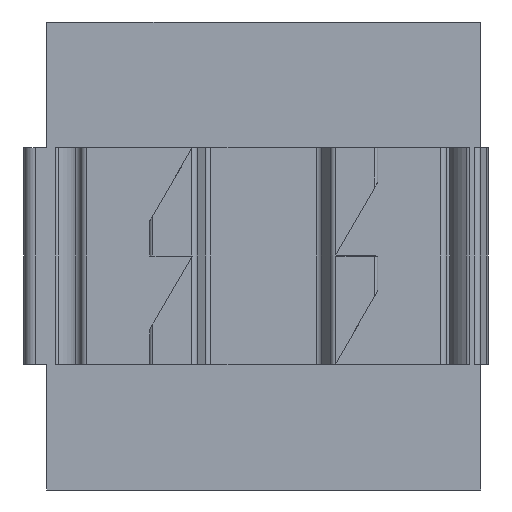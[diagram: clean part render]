
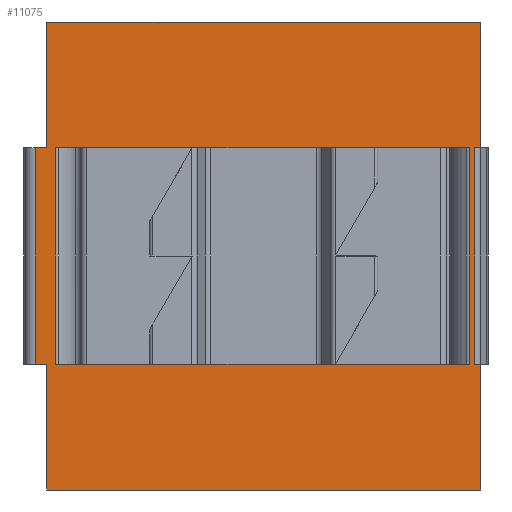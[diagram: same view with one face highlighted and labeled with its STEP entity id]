
A CAD part, front view. The second image highlights one B-rep face of the part: STEP entity #11075.
In plain terms, the highlighted planar face has unit normal (0, -1, 0).
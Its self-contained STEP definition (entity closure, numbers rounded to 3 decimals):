
#680=DIRECTION('',(0.,0.,-1.));
#681=VECTOR('',#680,11.);
#682=CARTESIAN_POINT('',(40.,0.,20.5));
#683=LINE('',#682,#681);
#684=DIRECTION('',(-1.,0.,0.));
#685=VECTOR('',#684,0.5);
#686=CARTESIAN_POINT('',(40.,0.,9.5));
#687=LINE('',#686,#685);
#688=DIRECTION('',(0.,0.,-1.));
#689=VECTOR('',#688,9.5);
#690=CARTESIAN_POINT('',(39.5,0.,9.5));
#691=LINE('',#690,#689);
#692=DIRECTION('',(0.,0.,-1.));
#693=VECTOR('',#692,9.5);
#694=CARTESIAN_POINT('',(39.5,0.,0.));
#695=LINE('',#694,#693);
#696=DIRECTION('',(0.,0.,-1.));
#697=VECTOR('',#696,11.);
#698=CARTESIAN_POINT('',(40.,0.,-9.5));
#699=LINE('',#698,#697);
#700=DIRECTION('',(0.,0.,1.));
#701=VECTOR('',#700,11.);
#702=CARTESIAN_POINT('',(2.,0.,-20.5));
#703=LINE('',#702,#701);
#704=DIRECTION('',(-1.,0.,0.));
#705=VECTOR('',#704,1.);
#706=CARTESIAN_POINT('',(2.,0.,9.5));
#707=LINE('',#706,#705);
#741=DIRECTION('',(0.,0.,-1.));
#742=VECTOR('',#741,11.);
#743=CARTESIAN_POINT('',(2.,0.,20.5));
#744=LINE('',#743,#742);
#809=DIRECTION('',(-1.,0.,0.));
#810=VECTOR('',#809,38.);
#811=CARTESIAN_POINT('',(40.,0.,20.5));
#812=LINE('',#811,#810);
#1278=DIRECTION('',(1.,0.,0.));
#1279=VECTOR('',#1278,38.);
#1280=CARTESIAN_POINT('',(2.,0.,-20.5));
#1281=LINE('',#1280,#1279);
#1570=DIRECTION('',(1.,0.,0.));
#1571=VECTOR('',#1570,1.);
#1572=CARTESIAN_POINT('',(1.,0.,-9.5));
#1573=LINE('',#1572,#1571);
#1598=DIRECTION('',(0.,0.,-1.));
#1599=VECTOR('',#1598,9.5);
#1600=CARTESIAN_POINT('',(1.,0.,9.5));
#1601=LINE('',#1600,#1599);
#1602=DIRECTION('',(0.,0.,-1.));
#1603=VECTOR('',#1602,9.5);
#1604=CARTESIAN_POINT('',(1.,0.,0.));
#1605=LINE('',#1604,#1603);
#1688=DIRECTION('',(-1.,0.,0.));
#1689=VECTOR('',#1688,0.5);
#1690=CARTESIAN_POINT('',(40.,0.,-9.5));
#1691=LINE('',#1690,#1689);
#1692=DIRECTION('',(0.,0.,-1.));
#1693=VECTOR('',#1692,9.5);
#1694=CARTESIAN_POINT('',(39.017,0.,9.5));
#1695=LINE('',#1694,#1693);
#1696=DIRECTION('',(0.,0.,-1.));
#1697=VECTOR('',#1696,9.5);
#1698=CARTESIAN_POINT('',(39.017,0.,0.));
#1699=LINE('',#1698,#1697);
#1730=DIRECTION('',(1.,0.,0.));
#1731=VECTOR('',#1730,36.233);
#1732=CARTESIAN_POINT('',(2.783,0.,9.5));
#1733=LINE('',#1732,#1731);
#2143=DIRECTION('',(-1.,0.,0.));
#2144=VECTOR('',#2143,36.233);
#2145=CARTESIAN_POINT('',(39.017,0.,-9.5));
#2146=LINE('',#2145,#2144);
#2564=DIRECTION('',(0.,0.,1.));
#2565=VECTOR('',#2564,9.5);
#2566=CARTESIAN_POINT('',(2.783,0.,-9.5));
#2567=LINE('',#2566,#2565);
#2568=DIRECTION('',(0.,0.,1.));
#2569=VECTOR('',#2568,9.5);
#2570=CARTESIAN_POINT('',(2.783,0.,0.));
#2571=LINE('',#2570,#2569);
#7986=CARTESIAN_POINT('',(2.,0.,-9.5));
#7987=VERTEX_POINT('',#7986);
#7988=CARTESIAN_POINT('',(2.,0.,-20.5));
#7989=VERTEX_POINT('',#7988);
#8387=CARTESIAN_POINT('',(40.,0.,9.5));
#8389=VERTEX_POINT('',#8387);
#8391=CARTESIAN_POINT('',(40.,0.,20.5));
#8392=VERTEX_POINT('',#8391);
#8399=CARTESIAN_POINT('',(40.,0.,-20.5));
#8401=VERTEX_POINT('',#8399);
#8403=CARTESIAN_POINT('',(40.,0.,-9.5));
#8404=VERTEX_POINT('',#8403);
#8409=CARTESIAN_POINT('',(39.5,0.,0.));
#8410=CARTESIAN_POINT('',(39.5,0.,-9.5));
#8411=VERTEX_POINT('',#8409);
#8412=VERTEX_POINT('',#8410);
#8413=CARTESIAN_POINT('',(39.5,0.,9.5));
#8414=VERTEX_POINT('',#8413);
#8415=CARTESIAN_POINT('',(2.,0.,9.5));
#8416=CARTESIAN_POINT('',(1.,0.,9.5));
#8417=VERTEX_POINT('',#8415);
#8418=VERTEX_POINT('',#8416);
#8419=CARTESIAN_POINT('',(2.,0.,20.5));
#8420=VERTEX_POINT('',#8419);
#8421=CARTESIAN_POINT('',(1.,0.,-9.5));
#8422=VERTEX_POINT('',#8421);
#8423=CARTESIAN_POINT('',(2.783,0.,9.5));
#8424=CARTESIAN_POINT('',(39.017,0.,9.5));
#8425=VERTEX_POINT('',#8423);
#8426=VERTEX_POINT('',#8424);
#8427=CARTESIAN_POINT('',(39.017,0.,-9.5));
#8428=CARTESIAN_POINT('',(2.783,0.,-9.5));
#8429=VERTEX_POINT('',#8427);
#8430=VERTEX_POINT('',#8428);
#8687=CARTESIAN_POINT('',(1.,0.,0.));
#8688=VERTEX_POINT('',#8687);
#8693=CARTESIAN_POINT('',(39.017,0.,0.));
#8694=VERTEX_POINT('',#8693);
#8977=CARTESIAN_POINT('',(2.783,0.,0.));
#8978=VERTEX_POINT('',#8977);
#11032=CARTESIAN_POINT('',(20.5,0.,0.));
#11033=DIRECTION('',(0.,1.,0.));
#11034=DIRECTION('',(1.,0.,0.));
#11035=AXIS2_PLACEMENT_3D('',#11032,#11033,#11034);
#11036=PLANE('',#11035);
#11038=ORIENTED_EDGE('',*,*,#11037,.F.);
#11040=ORIENTED_EDGE('',*,*,#11039,.F.);
#11042=ORIENTED_EDGE('',*,*,#11041,.F.);
#11043=ORIENTED_EDGE('',*,*,#10965,.T.);
#11044=ORIENTED_EDGE('',*,*,#11026,.T.);
#11045=ORIENTED_EDGE('',*,*,#11015,.T.);
#11046=ORIENTED_EDGE('',*,*,#11013,.T.);
#11048=ORIENTED_EDGE('',*,*,#11047,.F.);
#11049=ORIENTED_EDGE('',*,*,#10993,.T.);
#11051=ORIENTED_EDGE('',*,*,#11050,.F.);
#11052=ORIENTED_EDGE('',*,*,#10464,.T.);
#11054=ORIENTED_EDGE('',*,*,#11053,.F.);
#11056=ORIENTED_EDGE('',*,*,#11055,.F.);
#11058=ORIENTED_EDGE('',*,*,#11057,.F.);
#11059=EDGE_LOOP('',(#11038,#11040,#11042,#11043,#11044,#11045,#11046,#11048,
#11049,#11051,#11052,#11054,#11056,#11058));
#11060=FACE_OUTER_BOUND('',#11059,.F.);
#11062=ORIENTED_EDGE('',*,*,#11061,.F.);
#11064=ORIENTED_EDGE('',*,*,#11063,.F.);
#11066=ORIENTED_EDGE('',*,*,#11065,.F.);
#11068=ORIENTED_EDGE('',*,*,#11067,.F.);
#11070=ORIENTED_EDGE('',*,*,#11069,.F.);
#11072=ORIENTED_EDGE('',*,*,#11071,.F.);
#11073=EDGE_LOOP('',(#11062,#11064,#11066,#11068,#11070,#11072));
#11074=FACE_BOUND('',#11073,.F.);
#10464=EDGE_CURVE('',#7989,#7987,#703,.T.);
#10965=EDGE_CURVE('',#8392,#8389,#683,.T.);
#10993=EDGE_CURVE('',#8404,#8401,#699,.T.);
#11013=EDGE_CURVE('',#8411,#8412,#695,.T.);
#11015=EDGE_CURVE('',#8414,#8411,#691,.T.);
#11026=EDGE_CURVE('',#8389,#8414,#687,.T.);
#11037=EDGE_CURVE('',#8417,#8418,#707,.T.);
#11039=EDGE_CURVE('',#8420,#8417,#744,.T.);
#11041=EDGE_CURVE('',#8392,#8420,#812,.T.);
#11047=EDGE_CURVE('',#8404,#8412,#1691,.T.);
#11050=EDGE_CURVE('',#7989,#8401,#1281,.T.);
#11053=EDGE_CURVE('',#8422,#7987,#1573,.T.);
#11055=EDGE_CURVE('',#8688,#8422,#1605,.T.);
#11057=EDGE_CURVE('',#8418,#8688,#1601,.T.);
#11061=EDGE_CURVE('',#8426,#8694,#1695,.T.);
#11063=EDGE_CURVE('',#8425,#8426,#1733,.T.);
#11065=EDGE_CURVE('',#8978,#8425,#2571,.T.);
#11067=EDGE_CURVE('',#8430,#8978,#2567,.T.);
#11069=EDGE_CURVE('',#8429,#8430,#2146,.T.);
#11071=EDGE_CURVE('',#8694,#8429,#1699,.T.);
#11075=ADVANCED_FACE('',(#11060,#11074),#11036,.F.);
